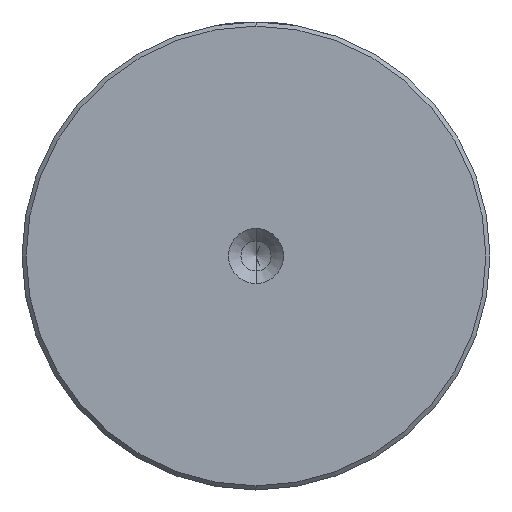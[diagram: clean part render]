
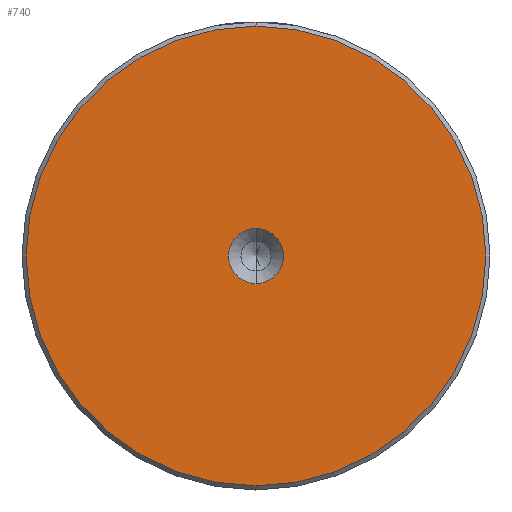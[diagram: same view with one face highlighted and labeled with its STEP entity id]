
A CAD part, left-side view. The second image highlights one B-rep face of the part: STEP entity #740.
In plain terms, the highlighted planar face has unit normal (-1, 0, 0).
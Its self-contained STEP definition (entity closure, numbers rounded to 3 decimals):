
#1 = CARTESIAN_POINT ( 'NONE',  ( 0., 0., -3.3 ) ) ;
#109 = ORIENTED_EDGE ( 'NONE', *, *, #2144, .T. ) ;
#178 = CARTESIAN_POINT ( 'NONE',  ( 0., 0., 27.5 ) ) ;
#185 = AXIS2_PLACEMENT_3D ( 'NONE', #2105, #978, #2299 ) ;
#186 = DIRECTION ( 'NONE',  ( -1., 0., 0. ) ) ;
#299 = CIRCLE ( 'NONE', #185, 27.5 ) ;
#380 = ORIENTED_EDGE ( 'NONE', *, *, #1152, .F. ) ;
#400 = CIRCLE ( 'NONE', #1399, 3.3 ) ;
#534 = ORIENTED_EDGE ( 'NONE', *, *, #654, .F. ) ;
#535 = DIRECTION ( 'NONE',  ( 0., 0., 1. ) ) ;
#537 = VERTEX_POINT ( 'NONE', #1 ) ;
#608 = CARTESIAN_POINT ( 'NONE',  ( 0., 0., 3.3 ) ) ;
#654 = EDGE_CURVE ( 'NONE', #2237, #537, #1753, .T. ) ;
#670 = VERTEX_POINT ( 'NONE', #178 ) ;
#729 = DIRECTION ( 'NONE',  ( 0., 0., 1. ) ) ;
#740 = ADVANCED_FACE ( 'NONE', ( #1569, #1619 ), #755, .T. ) ;
#755 = PLANE ( 'NONE',  #994 ) ;
#921 = CARTESIAN_POINT ( 'NONE',  ( 0., 0., 0. ) ) ;
#978 = DIRECTION ( 'NONE',  ( -1., 0., 0. ) ) ;
#994 = AXIS2_PLACEMENT_3D ( 'NONE', #921, #1091, #729 ) ;
#1091 = DIRECTION ( 'NONE',  ( -1., 0., 0. ) ) ;
#1152 = EDGE_CURVE ( 'NONE', #537, #2237, #400, .T. ) ;
#1189 = DIRECTION ( 'NONE',  ( -1., 0., 0. ) ) ;
#1351 = CARTESIAN_POINT ( 'NONE',  ( 0., 0., 0. ) ) ;
#1399 = AXIS2_PLACEMENT_3D ( 'NONE', #1513, #1189, #535 ) ;
#1468 = EDGE_LOOP ( 'NONE', ( #534, #380 ) ) ;
#1510 = DIRECTION ( 'NONE',  ( 0., 0., 1. ) ) ;
#1513 = CARTESIAN_POINT ( 'NONE',  ( 0., 0., 0. ) ) ;
#1537 = DIRECTION ( 'NONE',  ( 0., 0., 1. ) ) ;
#1569 = FACE_OUTER_BOUND ( 'NONE', #2063, .T. ) ;
#1619 = FACE_BOUND ( 'NONE', #1468, .T. ) ;
#1753 = CIRCLE ( 'NONE', #2418, 3.3 ) ;
#1801 = ORIENTED_EDGE ( 'NONE', *, *, #1977, .T. ) ;
#1803 = CARTESIAN_POINT ( 'NONE',  ( 0., 0., -27.5 ) ) ;
#1848 = AXIS2_PLACEMENT_3D ( 'NONE', #1351, #186, #1537 ) ;
#1977 = EDGE_CURVE ( 'NONE', #2310, #670, #299, .T. ) ;
#2063 = EDGE_LOOP ( 'NONE', ( #1801, #109 ) ) ;
#2067 = DIRECTION ( 'NONE',  ( -1., 0., 0. ) ) ;
#2076 = CARTESIAN_POINT ( 'NONE',  ( 0., 0., 0. ) ) ;
#2105 = CARTESIAN_POINT ( 'NONE',  ( 0., 0., 0. ) ) ;
#2144 = EDGE_CURVE ( 'NONE', #670, #2310, #2313, .T. ) ;
#2237 = VERTEX_POINT ( 'NONE', #608 ) ;
#2299 = DIRECTION ( 'NONE',  ( 0., 0., 1. ) ) ;
#2310 = VERTEX_POINT ( 'NONE', #1803 ) ;
#2313 = CIRCLE ( 'NONE', #1848, 27.5 ) ;
#2418 = AXIS2_PLACEMENT_3D ( 'NONE', #2076, #2067, #1510 ) ;
